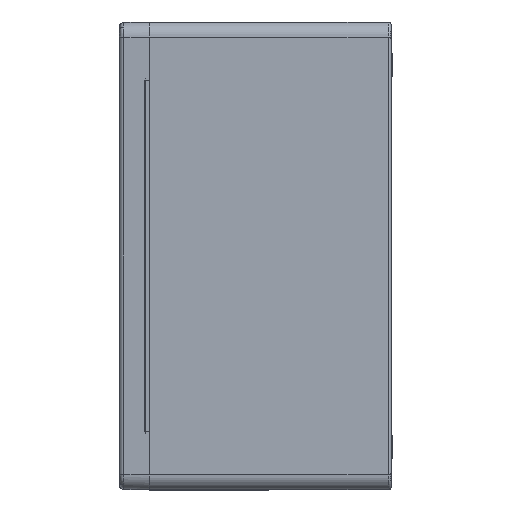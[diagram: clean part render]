
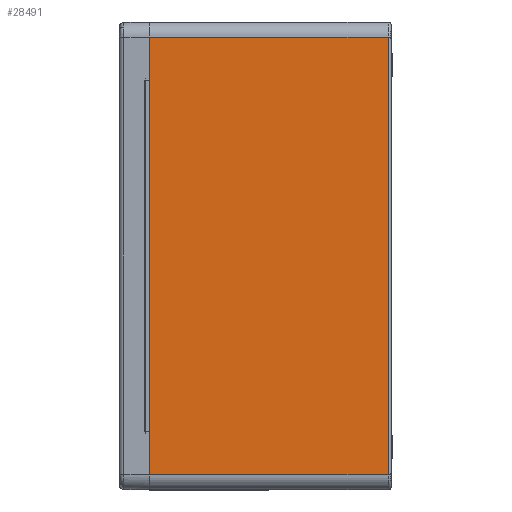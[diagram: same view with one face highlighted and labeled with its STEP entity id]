
A CAD part, left-side view. The second image highlights one B-rep face of the part: STEP entity #28491.
In plain terms, the highlighted planar face has unit normal (-1, 0, 0).
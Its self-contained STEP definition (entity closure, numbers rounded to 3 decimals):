
#2460=PLANE('',#30824);
#3869=LINE('',#76618,#5824);
#3888=LINE('',#77314,#5843);
#3889=LINE('',#77316,#5844);
#3890=LINE('',#77317,#5845);
#5824=VECTOR('',#35663,1000.);
#5843=VECTOR('',#35690,1000.);
#5844=VECTOR('',#35691,1000.);
#5845=VECTOR('',#35692,1000.);
#8438=FACE_OUTER_BOUND('',#10565,.T.);
#10565=EDGE_LOOP('',(#23853,#23854,#23855,#23856));
#14060=VERTEX_POINT('',#76615);
#14061=VERTEX_POINT('',#76617);
#14102=VERTEX_POINT('',#77313);
#14103=VERTEX_POINT('',#77315);
#17505=EDGE_CURVE('',#14060,#14061,#3869,.T.);
#17547=EDGE_CURVE('',#14060,#14102,#3888,.T.);
#17548=EDGE_CURVE('',#14102,#14103,#3889,.T.);
#17549=EDGE_CURVE('',#14103,#14061,#3890,.T.);
#23853=ORIENTED_EDGE('',*,*,#17547,.T.);
#23854=ORIENTED_EDGE('',*,*,#17548,.T.);
#23855=ORIENTED_EDGE('',*,*,#17549,.T.);
#23856=ORIENTED_EDGE('',*,*,#17505,.F.);
#28491=ADVANCED_FACE('',(#8438),#2460,.T.);
#30824=AXIS2_PLACEMENT_3D('',#77312,#35688,#35689);
#35663=DIRECTION('',(0.,0.,1.));
#35688=DIRECTION('center_axis',(-1.,0.,0.));
#35689=DIRECTION('ref_axis',(0.,0.,1.));
#35690=DIRECTION('',(0.,-1.,0.));
#35691=DIRECTION('',(0.,0.,1.));
#35692=DIRECTION('',(0.,1.,0.));
#76615=CARTESIAN_POINT('',(-300.,0.,-145.));
#76617=CARTESIAN_POINT('',(-300.,0.,145.));
#76618=CARTESIAN_POINT('',(-300.,0.,-155.));
#77312=CARTESIAN_POINT('Origin',(-300.,-160.,-155.));
#77313=CARTESIAN_POINT('',(-300.,-158.,-145.));
#77314=CARTESIAN_POINT('',(-300.,-160.,-145.));
#77315=CARTESIAN_POINT('',(-300.,-158.,145.));
#77316=CARTESIAN_POINT('',(-300.,-158.,145.));
#77317=CARTESIAN_POINT('',(-300.,-160.,145.));
